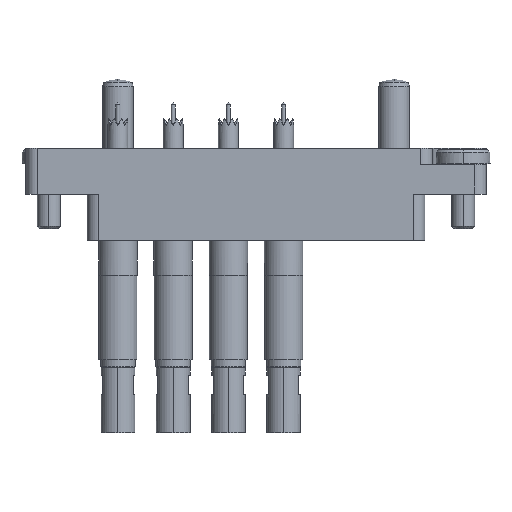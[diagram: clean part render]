
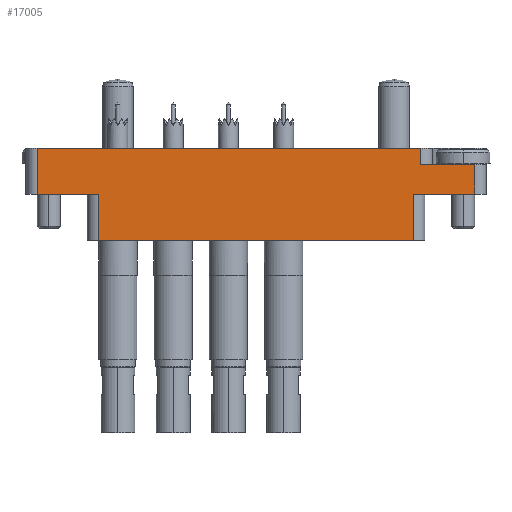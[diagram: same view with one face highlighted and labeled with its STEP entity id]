
A CAD part, left-side view. The second image highlights one B-rep face of the part: STEP entity #17005.
In plain terms, the highlighted face is planar.
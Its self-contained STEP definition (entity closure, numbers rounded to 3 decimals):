
#768 = LINE ( 'NONE', #24869, #13186 ) ;
#853 = CARTESIAN_POINT ( 'NONE',  ( 30., 0., 14.35 ) ) ;
#1149 = PLANE ( 'NONE',  #4949 ) ;
#2563 = LINE ( 'NONE', #8594, #14454 ) ;
#2686 = CARTESIAN_POINT ( 'NONE',  ( -20.5, -6., 14.35 ) ) ;
#3279 = DIRECTION ( 'NONE',  ( 1., 0., 0. ) ) ;
#3436 = LINE ( 'NONE', #13517, #7076 ) ;
#3538 = CARTESIAN_POINT ( 'NONE',  ( 30., 3.9, 14.35 ) ) ;
#3804 = VERTEX_POINT ( 'NONE', #5945 ) ;
#4263 = DIRECTION ( 'NONE',  ( -1., 0., 0. ) ) ;
#4949 = AXIS2_PLACEMENT_3D ( 'NONE', #17013, #8882, #8758 ) ;
#4982 = EDGE_CURVE ( 'NONE', #21831, #3804, #16600, .T. ) ;
#5045 = EDGE_CURVE ( 'NONE', #22446, #20579, #2563, .T. ) ;
#5643 = VERTEX_POINT ( 'NONE', #9744 ) ;
#5945 = CARTESIAN_POINT ( 'NONE',  ( -28.5, 0., 14.35 ) ) ;
#5979 = EDGE_CURVE ( 'NONE', #14699, #3804, #3436, .T. ) ;
#6666 = DIRECTION ( 'NONE',  ( 1., 0., 0. ) ) ;
#7076 = VECTOR ( 'NONE', #11412, 1000. ) ;
#7592 = VERTEX_POINT ( 'NONE', #22103 ) ;
#8583 = ORIENTED_EDGE ( 'NONE', *, *, #24184, .F. ) ;
#8594 = CARTESIAN_POINT ( 'NONE',  ( -22., -6., 14.35 ) ) ;
#8758 = DIRECTION ( 'NONE',  ( -1., 0., 0. ) ) ;
#8882 = DIRECTION ( 'NONE',  ( 0., 0., -1. ) ) ;
#9118 = DIRECTION ( 'NONE',  ( -1., 0., 0. ) ) ;
#9744 = CARTESIAN_POINT ( 'NONE',  ( 28.5, 3.9, 14.35 ) ) ;
#9833 = ORIENTED_EDGE ( 'NONE', *, *, #5979, .T. ) ;
#10395 = EDGE_CURVE ( 'NONE', #21831, #20579, #768, .T. ) ;
#10531 = CARTESIAN_POINT ( 'NONE',  ( 28.5, 3.9, 14.35 ) ) ;
#10757 = ORIENTED_EDGE ( 'NONE', *, *, #23400, .F. ) ;
#11021 = ORIENTED_EDGE ( 'NONE', *, *, #21466, .T. ) ;
#11275 = CARTESIAN_POINT ( 'NONE',  ( 20.5, 0., 14.35 ) ) ;
#11412 = DIRECTION ( 'NONE',  ( 0., -1., 0. ) ) ;
#11764 = DIRECTION ( 'NONE',  ( 0., 1., 0. ) ) ;
#11909 = VECTOR ( 'NONE', #6666, 1000. ) ;
#12177 = VERTEX_POINT ( 'NONE', #17007 ) ;
#12429 = LINE ( 'NONE', #15414, #16608 ) ;
#12739 = VECTOR ( 'NONE', #11764, 1000. ) ;
#13186 = VECTOR ( 'NONE', #22649, 1000. ) ;
#13517 = CARTESIAN_POINT ( 'NONE',  ( -28.5, 0., 14.35 ) ) ;
#13833 = CARTESIAN_POINT ( 'NONE',  ( -20.5, 0., 14.35 ) ) ;
#14110 = LINE ( 'NONE', #23954, #12739 ) ;
#14179 = CARTESIAN_POINT ( 'NONE',  ( 21.5, 6., 14.35 ) ) ;
#14454 = VECTOR ( 'NONE', #4263, 1000. ) ;
#14699 = VERTEX_POINT ( 'NONE', #23571 ) ;
#15414 = CARTESIAN_POINT ( 'NONE',  ( 30., 0., 14.35 ) ) ;
#16355 = LINE ( 'NONE', #16625, #11909 ) ;
#16600 = LINE ( 'NONE', #853, #19914 ) ;
#16608 = VECTOR ( 'NONE', #9118, 1000. ) ;
#16625 = CARTESIAN_POINT ( 'NONE',  ( -30., 6., 14.35 ) ) ;
#16731 = DIRECTION ( 'NONE',  ( -1., 0., 0. ) ) ;
#16745 = ORIENTED_EDGE ( 'NONE', *, *, #4982, .F. ) ;
#17005 = ADVANCED_FACE ( 'NONE', ( #25261 ), #1149, .F. ) ;
#17007 = CARTESIAN_POINT ( 'NONE',  ( 28.5, 0., 14.35 ) ) ;
#17013 = CARTESIAN_POINT ( 'NONE',  ( -30., 0., 14.35 ) ) ;
#17059 = LINE ( 'NONE', #11275, #17491 ) ;
#17491 = VECTOR ( 'NONE', #21264, 1000. ) ;
#17497 = CARTESIAN_POINT ( 'NONE',  ( 20.5, 0., 14.35 ) ) ;
#17843 = EDGE_LOOP ( 'NONE', ( #22565, #20986, #10757, #25566, #8583, #11021, #24371, #9833, #16745, #24640 ) ) ;
#18304 = VECTOR ( 'NONE', #3279, 1000. ) ;
#18540 = DIRECTION ( 'NONE',  ( 0., 1., 0. ) ) ;
#18576 = VERTEX_POINT ( 'NONE', #17497 ) ;
#19914 = VECTOR ( 'NONE', #16731, 1000. ) ;
#19918 = VECTOR ( 'NONE', #18540, 1000. ) ;
#20507 = LINE ( 'NONE', #10531, #19918 ) ;
#20579 = VERTEX_POINT ( 'NONE', #2686 ) ;
#20808 = VERTEX_POINT ( 'NONE', #14179 ) ;
#20986 = ORIENTED_EDGE ( 'NONE', *, *, #24976, .T. ) ;
#21264 = DIRECTION ( 'NONE',  ( 0., 1., 0. ) ) ;
#21466 = EDGE_CURVE ( 'NONE', #7592, #20808, #14110, .T. ) ;
#21502 = LINE ( 'NONE', #3538, #18304 ) ;
#21621 = EDGE_CURVE ( 'NONE', #14699, #20808, #16355, .T. ) ;
#21831 = VERTEX_POINT ( 'NONE', #13833 ) ;
#22103 = CARTESIAN_POINT ( 'NONE',  ( 21.5, 3.9, 14.35 ) ) ;
#22446 = VERTEX_POINT ( 'NONE', #24835 ) ;
#22565 = ORIENTED_EDGE ( 'NONE', *, *, #5045, .F. ) ;
#22649 = DIRECTION ( 'NONE',  ( 0., -1., 0. ) ) ;
#22680 = EDGE_CURVE ( 'NONE', #12177, #5643, #20507, .T. ) ;
#23400 = EDGE_CURVE ( 'NONE', #12177, #18576, #12429, .T. ) ;
#23571 = CARTESIAN_POINT ( 'NONE',  ( -28.5, 6., 14.35 ) ) ;
#23954 = CARTESIAN_POINT ( 'NONE',  ( 21.5, 0., 14.35 ) ) ;
#24184 = EDGE_CURVE ( 'NONE', #7592, #5643, #21502, .T. ) ;
#24371 = ORIENTED_EDGE ( 'NONE', *, *, #21621, .F. ) ;
#24640 = ORIENTED_EDGE ( 'NONE', *, *, #10395, .T. ) ;
#24835 = CARTESIAN_POINT ( 'NONE',  ( 20.5, -6., 14.35 ) ) ;
#24869 = CARTESIAN_POINT ( 'NONE',  ( -20.5, 0., 14.35 ) ) ;
#24976 = EDGE_CURVE ( 'NONE', #22446, #18576, #17059, .T. ) ;
#25261 = FACE_OUTER_BOUND ( 'NONE', #17843, .T. ) ;
#25566 = ORIENTED_EDGE ( 'NONE', *, *, #22680, .T. ) ;
